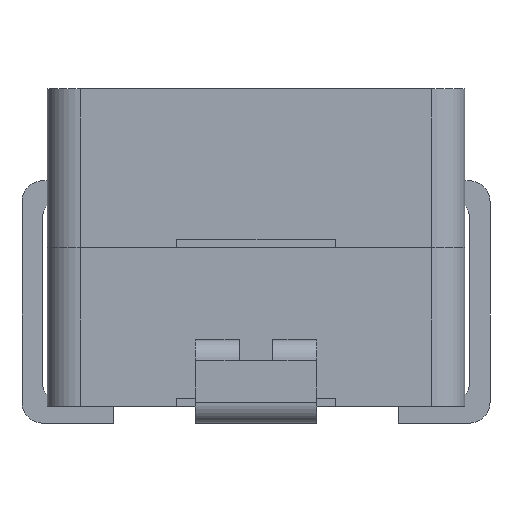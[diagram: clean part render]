
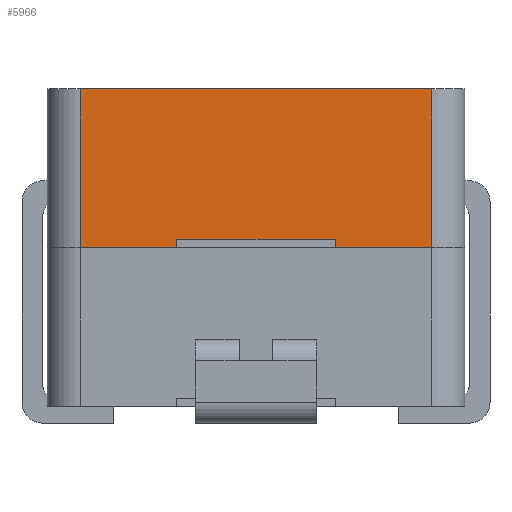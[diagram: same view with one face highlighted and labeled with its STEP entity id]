
A CAD part, left-side view. The second image highlights one B-rep face of the part: STEP entity #5966.
In plain terms, the highlighted planar face has unit normal (-1, 0, 0).
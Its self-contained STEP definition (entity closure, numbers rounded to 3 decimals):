
#435=ORIENTED_EDGE('',*,*,#1700,.T.);
#436=ORIENTED_EDGE('',*,*,#1701,.T.);
#437=ORIENTED_EDGE('',*,*,#1672,.F.);
#438=ORIENTED_EDGE('',*,*,#1702,.F.);
#439=ORIENTED_EDGE('',*,*,#1703,.F.);
#440=ORIENTED_EDGE('',*,*,#1704,.T.);
#441=ORIENTED_EDGE('',*,*,#1690,.F.);
#442=ORIENTED_EDGE('',*,*,#1705,.T.);
#1672=EDGE_CURVE('',#2305,#2306,#2726,.T.);
#1690=EDGE_CURVE('',#2321,#2322,#2740,.T.);
#1700=EDGE_CURVE('',#2329,#2330,#2750,.T.);
#1701=EDGE_CURVE('',#2330,#2306,#2751,.T.);
#1702=EDGE_CURVE('',#2331,#2305,#2752,.T.);
#1703=EDGE_CURVE('',#2332,#2331,#2753,.T.);
#1704=EDGE_CURVE('',#2332,#2322,#2754,.T.);
#1705=EDGE_CURVE('',#2321,#2329,#2755,.F.);
#2305=VERTEX_POINT('',#7491);
#2306=VERTEX_POINT('',#7492);
#2321=VERTEX_POINT('',#7524);
#2322=VERTEX_POINT('',#7526);
#2329=VERTEX_POINT('',#7545);
#2330=VERTEX_POINT('',#7546);
#2331=VERTEX_POINT('',#7549);
#2332=VERTEX_POINT('',#7551);
#2726=LINE('',#7490,#3096);
#2740=LINE('',#7525,#3110);
#2750=LINE('',#7544,#3120);
#2751=LINE('',#7547,#3121);
#2752=LINE('',#7548,#3122);
#2753=LINE('',#7550,#3123);
#2754=LINE('',#7552,#3124);
#2755=LINE('',#7553,#3125);
#3096=VECTOR('',#6555,1000.);
#3110=VECTOR('',#6577,1000.);
#3120=VECTOR('',#6591,1000.);
#3121=VECTOR('',#6592,1000.);
#3122=VECTOR('',#6593,1000.);
#3123=VECTOR('',#6594,1000.);
#3124=VECTOR('',#6595,1000.);
#3125=VECTOR('',#6596,1000.);
#3447=EDGE_LOOP('',(#435,#436,#437,#438,#439,#440,#441,#442));
#3735=FACE_BOUND('',#3447,.T.);
#4018=PLANE('',#6240);
#5966=ADVANCED_FACE('',(#3735),#4018,.T.);
#6240=AXIS2_PLACEMENT_3D('',#7543,#6589,#6590);
#6555=DIRECTION('',(0.,1.,0.));
#6577=DIRECTION('',(0.,1.,0.));
#6589=DIRECTION('',(-1.,0.,0.));
#6590=DIRECTION('',(0.,-1.,0.));
#6591=DIRECTION('',(0.,1.,0.));
#6592=DIRECTION('',(0.,0.,-1.));
#6593=DIRECTION('',(0.,0.,-1.));
#6594=DIRECTION('',(0.,1.,0.));
#6595=DIRECTION('',(0.,0.,-1.));
#6596=DIRECTION('',(0.,0.,-1.));
#7490=CARTESIAN_POINT('',(-5.,-5.,-1.9));
#7491=CARTESIAN_POINT('',(-5.,1.9,-1.9));
#7492=CARTESIAN_POINT('',(-5.,4.2,-1.9));
#7524=CARTESIAN_POINT('',(-5.,-4.2,-1.9));
#7525=CARTESIAN_POINT('',(-5.,-5.,-1.9));
#7526=CARTESIAN_POINT('',(-5.,-1.9,-1.9));
#7543=CARTESIAN_POINT('',(-5.,-5.,1.9));
#7544=CARTESIAN_POINT('',(-5.,-5.,1.9));
#7545=CARTESIAN_POINT('',(-5.,-4.2,1.9));
#7546=CARTESIAN_POINT('',(-5.,4.2,1.9));
#7547=CARTESIAN_POINT('',(-5.,4.2,1.9));
#7548=CARTESIAN_POINT('',(-5.,1.9,-1.7));
#7549=CARTESIAN_POINT('',(-5.,1.9,-1.7));
#7550=CARTESIAN_POINT('',(-5.,-1.9,-1.7));
#7551=CARTESIAN_POINT('',(-5.,-1.9,-1.7));
#7552=CARTESIAN_POINT('',(-5.,-1.9,-1.7));
#7553=CARTESIAN_POINT('',(-5.,-4.2,1.9));
